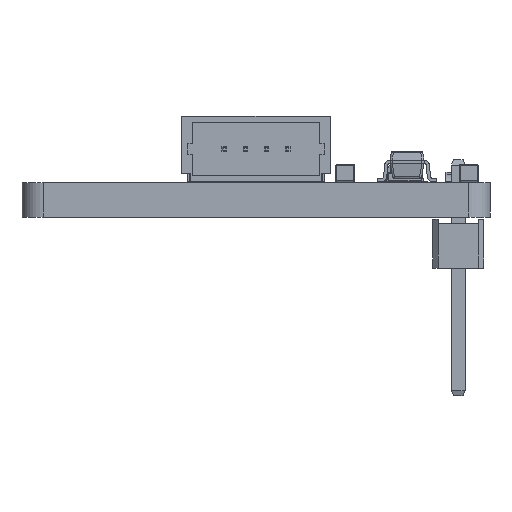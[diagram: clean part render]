
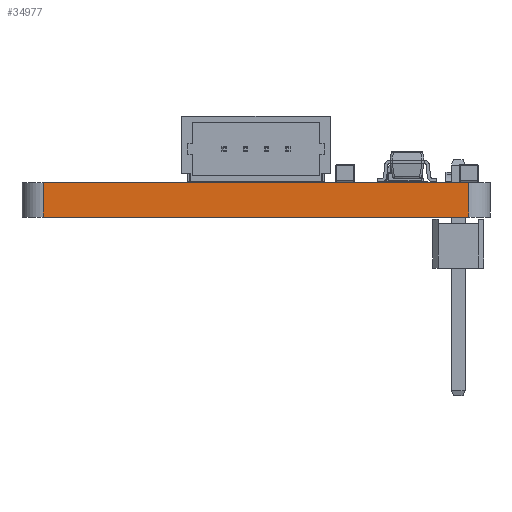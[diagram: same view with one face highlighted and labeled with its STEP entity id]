
A CAD part, front view. The second image highlights one B-rep face of the part: STEP entity #34977.
In plain terms, the highlighted planar face has unit normal (0, -1, 0).
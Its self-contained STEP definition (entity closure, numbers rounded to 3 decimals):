
#34977 = ADVANCED_FACE('',(#34978),#34992,.F.);
#34978 = FACE_BOUND('',#34979,.F.);
#34979 = EDGE_LOOP('',(#34980,#35015,#35043,#35071));
#34980 = ORIENTED_EDGE('',*,*,#34981,.T.);
#34981 = EDGE_CURVE('',#34982,#34984,#34986,.T.);
#34982 = VERTEX_POINT('',#34983);
#34983 = CARTESIAN_POINT('',(1.,-0.,0.));
#34984 = VERTEX_POINT('',#34985);
#34985 = CARTESIAN_POINT('',(1.,0.,1.6));
#34986 = SURFACE_CURVE('',#34987,(#34991,#35003),.PCURVE_S1.);
#34987 = LINE('',#34988,#34989);
#34988 = CARTESIAN_POINT('',(1.,-0.,0.));
#34989 = VECTOR('',#34990,1.);
#34990 = DIRECTION('',(0.,0.,1.));
#34991 = PCURVE('',#34992,#34997);
#34992 = PLANE('',#34993);
#34993 = AXIS2_PLACEMENT_3D('',#34994,#34995,#34996);
#34994 = CARTESIAN_POINT('',(1.,0.,0.));
#34995 = DIRECTION('',(0.,1.,0.));
#34996 = DIRECTION('',(1.,0.,0.));
#34997 = DEFINITIONAL_REPRESENTATION('',(#34998),#35002);
#34998 = LINE('',#34999,#35000);
#34999 = CARTESIAN_POINT('',(0.,0.));
#35000 = VECTOR('',#35001,1.);
#35001 = DIRECTION('',(0.,-1.));
#35002 = ( GEOMETRIC_REPRESENTATION_CONTEXT(2) 
PARAMETRIC_REPRESENTATION_CONTEXT() REPRESENTATION_CONTEXT('2D SPACE',''
  ) );
#35003 = PCURVE('',#35004,#35009);
#35004 = CYLINDRICAL_SURFACE('',#35005,1.);
#35005 = AXIS2_PLACEMENT_3D('',#35006,#35007,#35008);
#35006 = CARTESIAN_POINT('',(1.,1.,0.));
#35007 = DIRECTION('',(-0.,-0.,-1.));
#35008 = DIRECTION('',(1.,0.,-0.));
#35009 = DEFINITIONAL_REPRESENTATION('',(#35010),#35014);
#35010 = LINE('',#35011,#35012);
#35011 = CARTESIAN_POINT('',(-4.712,0.));
#35012 = VECTOR('',#35013,1.);
#35013 = DIRECTION('',(-0.,-1.));
#35014 = ( GEOMETRIC_REPRESENTATION_CONTEXT(2) 
PARAMETRIC_REPRESENTATION_CONTEXT() REPRESENTATION_CONTEXT('2D SPACE',''
  ) );
#35015 = ORIENTED_EDGE('',*,*,#35016,.T.);
#35016 = EDGE_CURVE('',#34984,#35017,#35019,.T.);
#35017 = VERTEX_POINT('',#35018);
#35018 = CARTESIAN_POINT('',(21.,0.,1.6));
#35019 = SURFACE_CURVE('',#35020,(#35024,#35031),.PCURVE_S1.);
#35020 = LINE('',#35021,#35022);
#35021 = CARTESIAN_POINT('',(1.,0.,1.6));
#35022 = VECTOR('',#35023,1.);
#35023 = DIRECTION('',(1.,0.,0.));
#35024 = PCURVE('',#34992,#35025);
#35025 = DEFINITIONAL_REPRESENTATION('',(#35026),#35030);
#35026 = LINE('',#35027,#35028);
#35027 = CARTESIAN_POINT('',(0.,-1.6));
#35028 = VECTOR('',#35029,1.);
#35029 = DIRECTION('',(1.,0.));
#35030 = ( GEOMETRIC_REPRESENTATION_CONTEXT(2) 
PARAMETRIC_REPRESENTATION_CONTEXT() REPRESENTATION_CONTEXT('2D SPACE',''
  ) );
#35031 = PCURVE('',#35032,#35037);
#35032 = PLANE('',#35033);
#35033 = AXIS2_PLACEMENT_3D('',#35034,#35035,#35036);
#35034 = CARTESIAN_POINT('',(11.,11.,1.6));
#35035 = DIRECTION('',(0.,0.,1.));
#35036 = DIRECTION('',(1.,0.,-0.));
#35037 = DEFINITIONAL_REPRESENTATION('',(#35038),#35042);
#35038 = LINE('',#35039,#35040);
#35039 = CARTESIAN_POINT('',(-10.,-11.));
#35040 = VECTOR('',#35041,1.);
#35041 = DIRECTION('',(1.,0.));
#35042 = ( GEOMETRIC_REPRESENTATION_CONTEXT(2) 
PARAMETRIC_REPRESENTATION_CONTEXT() REPRESENTATION_CONTEXT('2D SPACE',''
  ) );
#35043 = ORIENTED_EDGE('',*,*,#35044,.F.);
#35044 = EDGE_CURVE('',#35045,#35017,#35047,.T.);
#35045 = VERTEX_POINT('',#35046);
#35046 = CARTESIAN_POINT('',(21.,-0.,0.));
#35047 = SURFACE_CURVE('',#35048,(#35052,#35059),.PCURVE_S1.);
#35048 = LINE('',#35049,#35050);
#35049 = CARTESIAN_POINT('',(21.,-0.,0.));
#35050 = VECTOR('',#35051,1.);
#35051 = DIRECTION('',(0.,0.,1.));
#35052 = PCURVE('',#34992,#35053);
#35053 = DEFINITIONAL_REPRESENTATION('',(#35054),#35058);
#35054 = LINE('',#35055,#35056);
#35055 = CARTESIAN_POINT('',(20.,0.));
#35056 = VECTOR('',#35057,1.);
#35057 = DIRECTION('',(0.,-1.));
#35058 = ( GEOMETRIC_REPRESENTATION_CONTEXT(2) 
PARAMETRIC_REPRESENTATION_CONTEXT() REPRESENTATION_CONTEXT('2D SPACE',''
  ) );
#35059 = PCURVE('',#35060,#35065);
#35060 = CYLINDRICAL_SURFACE('',#35061,1.);
#35061 = AXIS2_PLACEMENT_3D('',#35062,#35063,#35064);
#35062 = CARTESIAN_POINT('',(21.,1.,0.));
#35063 = DIRECTION('',(-0.,-0.,-1.));
#35064 = DIRECTION('',(1.,0.,-0.));
#35065 = DEFINITIONAL_REPRESENTATION('',(#35066),#35070);
#35066 = LINE('',#35067,#35068);
#35067 = CARTESIAN_POINT('',(-4.712,0.));
#35068 = VECTOR('',#35069,1.);
#35069 = DIRECTION('',(-0.,-1.));
#35070 = ( GEOMETRIC_REPRESENTATION_CONTEXT(2) 
PARAMETRIC_REPRESENTATION_CONTEXT() REPRESENTATION_CONTEXT('2D SPACE',''
  ) );
#35071 = ORIENTED_EDGE('',*,*,#35072,.F.);
#35072 = EDGE_CURVE('',#34982,#35045,#35073,.T.);
#35073 = SURFACE_CURVE('',#35074,(#35078,#35085),.PCURVE_S1.);
#35074 = LINE('',#35075,#35076);
#35075 = CARTESIAN_POINT('',(1.,-0.,0.));
#35076 = VECTOR('',#35077,1.);
#35077 = DIRECTION('',(1.,0.,0.));
#35078 = PCURVE('',#34992,#35079);
#35079 = DEFINITIONAL_REPRESENTATION('',(#35080),#35084);
#35080 = LINE('',#35081,#35082);
#35081 = CARTESIAN_POINT('',(0.,0.));
#35082 = VECTOR('',#35083,1.);
#35083 = DIRECTION('',(1.,0.));
#35084 = ( GEOMETRIC_REPRESENTATION_CONTEXT(2) 
PARAMETRIC_REPRESENTATION_CONTEXT() REPRESENTATION_CONTEXT('2D SPACE',''
  ) );
#35085 = PCURVE('',#35086,#35091);
#35086 = PLANE('',#35087);
#35087 = AXIS2_PLACEMENT_3D('',#35088,#35089,#35090);
#35088 = CARTESIAN_POINT('',(11.,11.,0.));
#35089 = DIRECTION('',(0.,0.,1.));
#35090 = DIRECTION('',(1.,0.,-0.));
#35091 = DEFINITIONAL_REPRESENTATION('',(#35092),#35096);
#35092 = LINE('',#35093,#35094);
#35093 = CARTESIAN_POINT('',(-10.,-11.));
#35094 = VECTOR('',#35095,1.);
#35095 = DIRECTION('',(1.,0.));
#35096 = ( GEOMETRIC_REPRESENTATION_CONTEXT(2) 
PARAMETRIC_REPRESENTATION_CONTEXT() REPRESENTATION_CONTEXT('2D SPACE',''
  ) );
